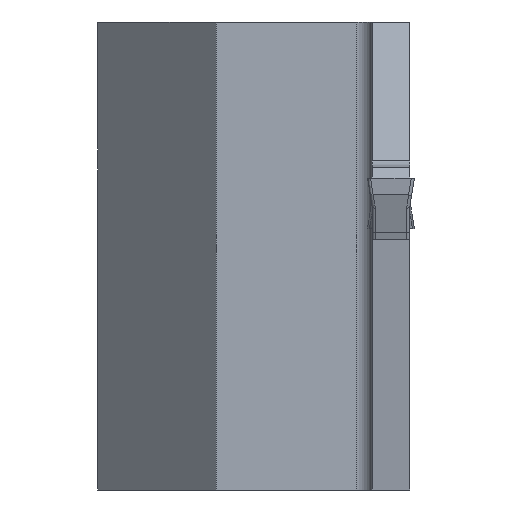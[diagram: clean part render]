
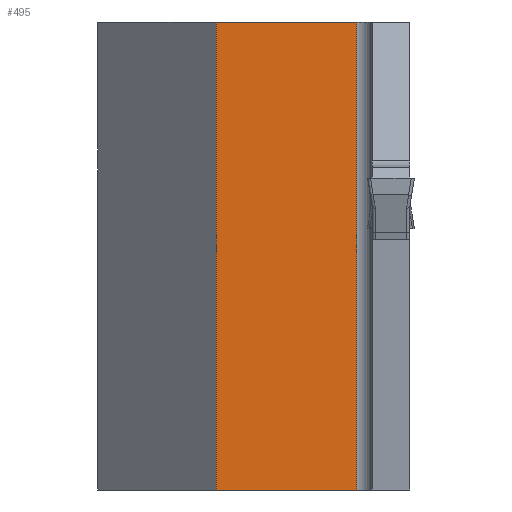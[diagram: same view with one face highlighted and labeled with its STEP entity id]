
A CAD part, left-side view. The second image highlights one B-rep face of the part: STEP entity #495.
In plain terms, the highlighted planar face has unit normal (-1, 0, 0).
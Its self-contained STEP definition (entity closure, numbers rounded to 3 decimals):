
#495=ADVANCED_FACE('',(#584),#533,.T.);
#533=PLANE('',#1529);
#584=FACE_OUTER_BOUND('',#638,.T.);
#638=EDGE_LOOP('',(#931,#932,#933,#934));
#931=ORIENTED_EDGE('',*,*,#1199,.F.);
#932=ORIENTED_EDGE('',*,*,#1223,.T.);
#933=ORIENTED_EDGE('',*,*,#1188,.T.);
#934=ORIENTED_EDGE('',*,*,#1224,.T.);
#1054=VERTEX_POINT('',#2091);
#1055=VERTEX_POINT('',#2093);
#1065=VERTEX_POINT('',#2114);
#1066=VERTEX_POINT('',#2116);
#1188=EDGE_CURVE('',#1055,#1054,#1299,.T.);
#1199=EDGE_CURVE('',#1065,#1066,#1310,.T.);
#1223=EDGE_CURVE('',#1065,#1055,#1329,.T.);
#1224=EDGE_CURVE('',#1054,#1066,#1330,.T.);
#1299=LINE('',#2092,#1405);
#1310=LINE('',#2115,#1416);
#1329=LINE('',#2160,#1435);
#1330=LINE('',#2161,#1436);
#1405=VECTOR('',#1756,1.);
#1416=VECTOR('',#1769,1.);
#1435=VECTOR('',#1806,1.);
#1436=VECTOR('',#1807,1.);
#1529=AXIS2_PLACEMENT_3D('',#2162,#1808,#1809);
#1756=DIRECTION('',(0.,-1.,0.));
#1769=DIRECTION('',(0.,-1.,0.));
#1806=DIRECTION('',(0.,0.,-1.));
#1807=DIRECTION('',(0.,0.,1.));
#1808=DIRECTION('',(-1.,0.,0.));
#1809=DIRECTION('',(0.,-1.,0.));
#2091=CARTESIAN_POINT('',(18.,3.4,-20.));
#2092=CARTESIAN_POINT('',(18.,20.,-20.));
#2093=CARTESIAN_POINT('',(18.,12.4,-20.));
#2114=CARTESIAN_POINT('',(18.,12.4,10.));
#2115=CARTESIAN_POINT('',(18.,20.,10.));
#2116=CARTESIAN_POINT('',(18.,3.4,10.));
#2160=CARTESIAN_POINT('',(18.,12.4,-20.));
#2161=CARTESIAN_POINT('',(18.,3.4,10.));
#2162=CARTESIAN_POINT('',(18.,20.,-20.));
